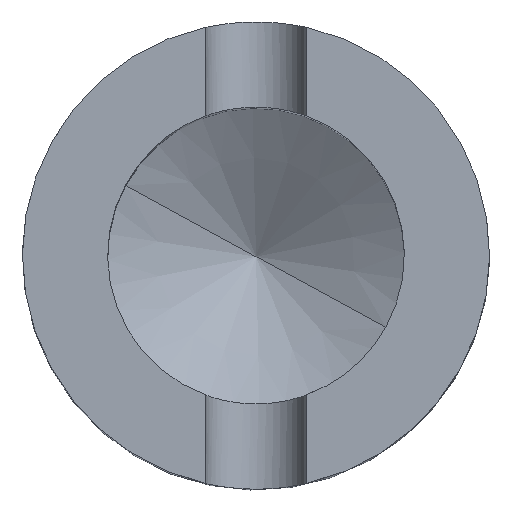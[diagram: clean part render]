
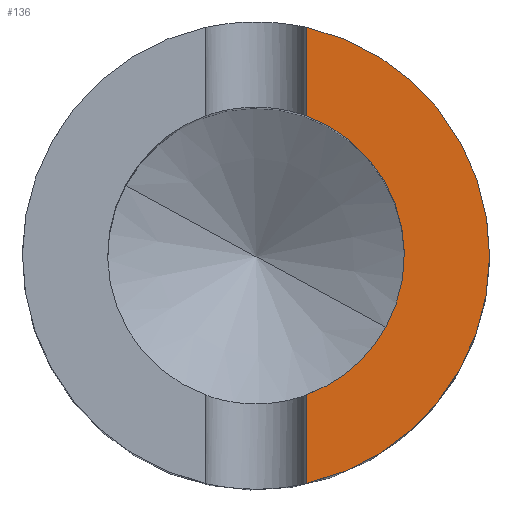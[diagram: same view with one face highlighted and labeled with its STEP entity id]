
A CAD part, top view. The second image highlights one B-rep face of the part: STEP entity #136.
In plain terms, the highlighted planar face has unit normal (0, 0, 1).
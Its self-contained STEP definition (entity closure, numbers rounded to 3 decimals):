
#84=AXIS2_PLACEMENT_3D('Plane Axis2P3D',#81,#82,#83) ;
#97=AXIS2_PLACEMENT_3D('Circle Axis2P3D',#95,#96,$) ;
#104=AXIS2_PLACEMENT_3D('Circle Axis2P3D',#102,#103,$) ;
#118=AXIS2_PLACEMENT_3D('Circle Axis2P3D',#116,#117,$) ;
#125=AXIS2_PLACEMENT_3D('Circle Axis2P3D',#123,#124,$) ;
#81=CARTESIAN_POINT('Axis2P3D Location',(3.7,1.85,11.257)) ;
#86=CARTESIAN_POINT('Line Origine',(2.25,0.394,11.257)) ;
#90=CARTESIAN_POINT('Vertex',(2.25,0.044,11.257)) ;
#92=CARTESIAN_POINT('Vertex',(2.25,0.745,11.257)) ;
#95=CARTESIAN_POINT('Axis2P3D Location',(1.85,1.85,11.257)) ;
#99=CARTESIAN_POINT('Vertex',(3.474,2.737,11.257)) ;
#102=CARTESIAN_POINT('Axis2P3D Location',(1.85,1.85,11.257)) ;
#106=CARTESIAN_POINT('Vertex',(2.25,3.656,11.257)) ;
#109=CARTESIAN_POINT('Line Origine',(2.25,3.306,11.257)) ;
#113=CARTESIAN_POINT('Vertex',(2.25,2.955,11.257)) ;
#116=CARTESIAN_POINT('Axis2P3D Location',(1.85,1.85,11.257)) ;
#120=CARTESIAN_POINT('Vertex',(2.881,1.287,11.257)) ;
#123=CARTESIAN_POINT('Axis2P3D Location',(1.85,1.85,11.257)) ;
#82=DIRECTION('Axis2P3D Direction',(-0.,0.,1.)) ;
#83=DIRECTION('Axis2P3D XDirection',(1.,0.,0.)) ;
#87=DIRECTION('Vector Direction',(0.,1.,0.)) ;
#96=DIRECTION('Axis2P3D Direction',(-0.,0.,1.)) ;
#103=DIRECTION('Axis2P3D Direction',(-0.,0.,1.)) ;
#110=DIRECTION('Vector Direction',(0.,1.,0.)) ;
#117=DIRECTION('Axis2P3D Direction',(-0.,0.,1.)) ;
#124=DIRECTION('Axis2P3D Direction',(-0.,0.,1.)) ;
#88=VECTOR('Line Direction',#87,1.) ;
#111=VECTOR('Line Direction',#110,1.) ;
#129=ORIENTED_EDGE('',*,*,#94,.F.) ;
#130=ORIENTED_EDGE('',*,*,#101,.T.) ;
#131=ORIENTED_EDGE('',*,*,#108,.T.) ;
#132=ORIENTED_EDGE('',*,*,#115,.F.) ;
#133=ORIENTED_EDGE('',*,*,#122,.F.) ;
#134=ORIENTED_EDGE('',*,*,#127,.F.) ;
#136=ADVANCED_FACE('Koerper.2',(#135),#85,.T.) ;
#98=CIRCLE('generated circle',#97,1.85) ;
#105=CIRCLE('generated circle',#104,1.85) ;
#119=CIRCLE('generated circle',#118,1.175) ;
#126=CIRCLE('generated circle',#125,1.175) ;
#94=EDGE_CURVE('',#91,#93,#89,.T.) ;
#101=EDGE_CURVE('',#91,#100,#98,.T.) ;
#108=EDGE_CURVE('',#100,#107,#105,.T.) ;
#115=EDGE_CURVE('',#114,#107,#112,.T.) ;
#122=EDGE_CURVE('',#121,#114,#119,.T.) ;
#127=EDGE_CURVE('',#93,#121,#126,.T.) ;
#128=EDGE_LOOP('',(#129,#130,#131,#132,#133,#134)) ;
#135=FACE_OUTER_BOUND('',#128,.T.) ;
#89=LINE('Line',#86,#88) ;
#112=LINE('Line',#109,#111) ;
#85=PLANE('',#84) ;
#91=VERTEX_POINT('',#90) ;
#93=VERTEX_POINT('',#92) ;
#100=VERTEX_POINT('',#99) ;
#107=VERTEX_POINT('',#106) ;
#114=VERTEX_POINT('',#113) ;
#121=VERTEX_POINT('',#120) ;
